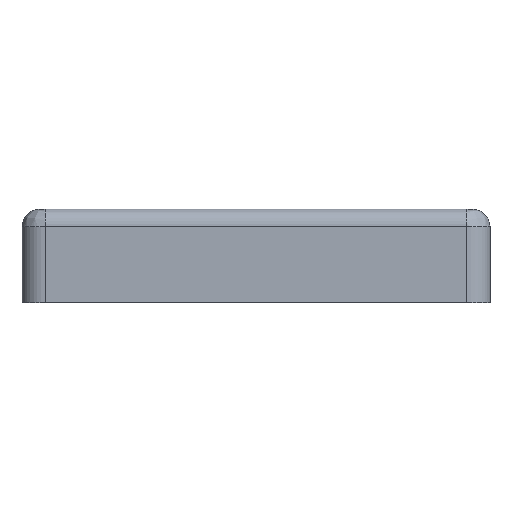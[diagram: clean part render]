
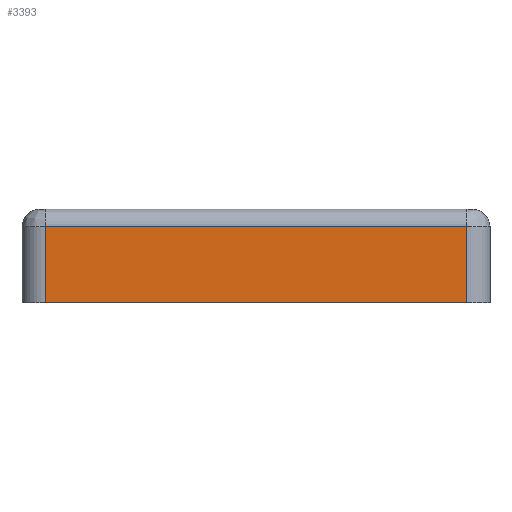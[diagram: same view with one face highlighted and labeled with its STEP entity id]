
A CAD part, front view. The second image highlights one B-rep face of the part: STEP entity #3393.
In plain terms, the highlighted planar face has unit normal (0, -1, 0).
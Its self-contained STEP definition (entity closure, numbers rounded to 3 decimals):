
#905 = DIRECTION ( 'NONE',  ( 0., 1., 0. ) ) ;
#1265 = VECTOR ( 'NONE', #6509, 1000. ) ;
#1554 = LINE ( 'NONE', #1648, #7050 ) ;
#1648 = CARTESIAN_POINT ( 'NONE',  ( -40., -40., 0. ) ) ;
#2420 = CARTESIAN_POINT ( 'NONE',  ( 36., -40., 0. ) ) ;
#2749 = ORIENTED_EDGE ( 'NONE', *, *, #12502, .F. ) ;
#2953 = VERTEX_POINT ( 'NONE', #9558 ) ;
#2961 = CARTESIAN_POINT ( 'NONE',  ( 36., -40., 16. ) ) ;
#3393 = ADVANCED_FACE ( 'NONE', ( #6010 ), #13678, .F. ) ;
#3495 = VERTEX_POINT ( 'NONE', #8173 ) ;
#3696 = LINE ( 'NONE', #10933, #7921 ) ;
#3772 = AXIS2_PLACEMENT_3D ( 'NONE', #7912, #905, #9104 ) ;
#3902 = EDGE_CURVE ( 'NONE', #3495, #9780, #12625, .T. ) ;
#3940 = DIRECTION ( 'NONE',  ( 0., 0., 1. ) ) ;
#4006 = DIRECTION ( 'NONE',  ( -1., 0., 0. ) ) ;
#5655 = EDGE_CURVE ( 'NONE', #12301, #3495, #13705, .T. ) ;
#5794 = ORIENTED_EDGE ( 'NONE', *, *, #5655, .F. ) ;
#6010 = FACE_OUTER_BOUND ( 'NONE', #9224, .T. ) ;
#6509 = DIRECTION ( 'NONE',  ( 1., 0., 0. ) ) ;
#7050 = VECTOR ( 'NONE', #4006, 1000. ) ;
#7912 = CARTESIAN_POINT ( 'NONE',  ( 40., -40., 16. ) ) ;
#7921 = VECTOR ( 'NONE', #3940, 1000. ) ;
#8173 = CARTESIAN_POINT ( 'NONE',  ( 36., -40., 13. ) ) ;
#8822 = DIRECTION ( 'NONE',  ( 0., 0., -1. ) ) ;
#8927 = ORIENTED_EDGE ( 'NONE', *, *, #13801, .F. ) ;
#9104 = DIRECTION ( 'NONE',  ( 0., 0., 1. ) ) ;
#9139 = ORIENTED_EDGE ( 'NONE', *, *, #3902, .F. ) ;
#9224 = EDGE_LOOP ( 'NONE', ( #5794, #2749, #8927, #9139 ) ) ;
#9558 = CARTESIAN_POINT ( 'NONE',  ( -36., -40., 0. ) ) ;
#9780 = VERTEX_POINT ( 'NONE', #2420 ) ;
#9999 = CARTESIAN_POINT ( 'NONE',  ( -40., -40., 13. ) ) ;
#10428 = CARTESIAN_POINT ( 'NONE',  ( -36., -40., 13. ) ) ;
#10933 = CARTESIAN_POINT ( 'NONE',  ( -36., -40., 16. ) ) ;
#12275 = VECTOR ( 'NONE', #8822, 1000. ) ;
#12301 = VERTEX_POINT ( 'NONE', #10428 ) ;
#12502 = EDGE_CURVE ( 'NONE', #2953, #12301, #3696, .T. ) ;
#12625 = LINE ( 'NONE', #2961, #12275 ) ;
#13678 = PLANE ( 'NONE',  #3772 ) ;
#13705 = LINE ( 'NONE', #9999, #1265 ) ;
#13801 = EDGE_CURVE ( 'NONE', #9780, #2953, #1554, .T. ) ;
